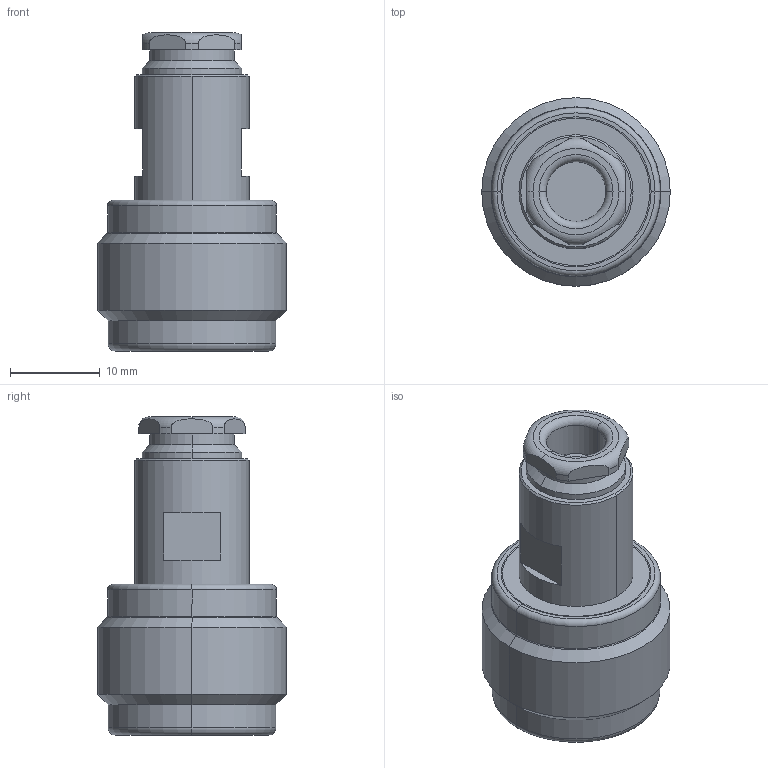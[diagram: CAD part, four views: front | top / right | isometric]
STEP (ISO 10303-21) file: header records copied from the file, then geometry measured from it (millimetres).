
FILE_DESCRIPTION (( 'STEP AP203' ), '1' );
FILE_NAME ('R161.053.000P.STEP', '2015-01-28T14:25:49', ( '' ), ( '' ), 'SwSTEP 2.0', 'SolidWorks 2014', '' );
FILE_SCHEMA (( 'CONFIG_CONTROL_DESIGN' ));
Length unit declared in the file: metre
Products named in the file (1): R161.053.000P
Bounding box: 21 x 21 x 35.45 mm (x, y, z)
Volume: 5364.2 mm3; surface area: 3624.6 mm2
Topology: 1 solids, 1 shells, 144 faces, 347 edges, 216 vertices
Faces by surface type: cylinder 53, plane 39, torus 30, cone 22
Entity records: 4516 total; most frequent: CARTESIAN_POINT 1040, DIRECTION 749, ORIENTED_EDGE 694, EDGE_CURVE 347, AXIS2_PLACEMENT_3D 305, VERTEX_POINT 216, CIRCLE 160, EDGE_LOOP 155
